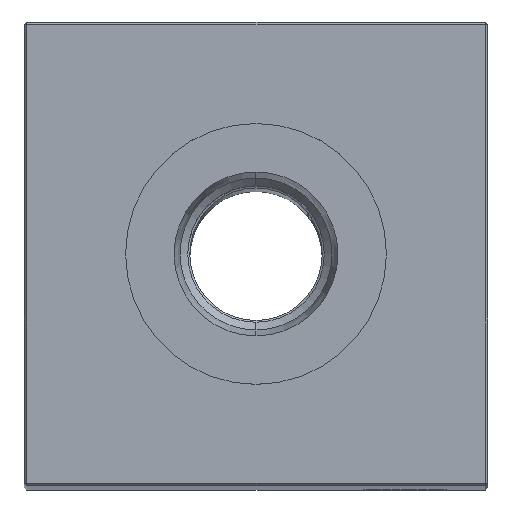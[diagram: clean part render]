
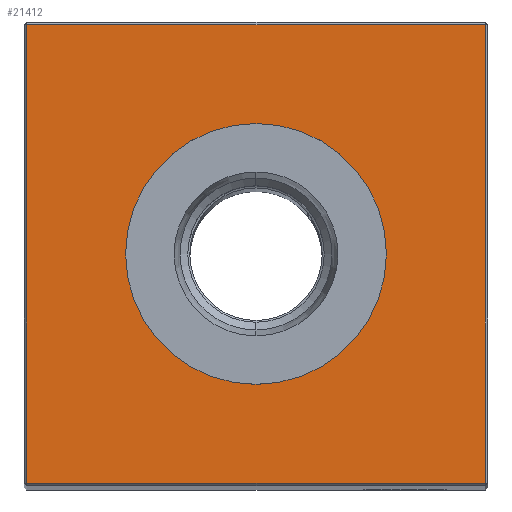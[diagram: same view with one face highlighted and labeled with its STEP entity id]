
A CAD part, top view. The second image highlights one B-rep face of the part: STEP entity #21412.
In plain terms, the highlighted planar face has unit normal (0, 0, 1).
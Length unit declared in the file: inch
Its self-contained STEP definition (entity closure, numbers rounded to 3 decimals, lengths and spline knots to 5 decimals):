
#880 = CARTESIAN_POINT ( 'NONE',  ( 0., 0., 9. ) ) ;
#1395 = CARTESIAN_POINT ( 'NONE',  ( 0., 0., 9. ) ) ;
#1893 = CARTESIAN_POINT ( 'NONE',  ( 0., 0.49213, 9. ) ) ;
#1999 = EDGE_CURVE ( 'NONE', #23958, #22951, #19183, .T. ) ;
#2312 = CARTESIAN_POINT ( 'NONE',  ( -0.865, -0.865, 9. ) ) ;
#2534 = VECTOR ( 'NONE', #17124, 39.37008 ) ;
#2588 = EDGE_LOOP ( 'NONE', ( #7666, #8181 ) ) ;
#3067 = VECTOR ( 'NONE', #4990, 39.37008 ) ;
#3807 = LINE ( 'NONE', #9194, #2534 ) ;
#4294 = EDGE_CURVE ( 'NONE', #6301, #12898, #16196, .T. ) ;
#4985 = DIRECTION ( 'NONE',  ( -1., 0., 0. ) ) ;
#4990 = DIRECTION ( 'NONE',  ( 0., 1., 0. ) ) ;
#6301 = VERTEX_POINT ( 'NONE', #1893 ) ;
#6884 = FACE_BOUND ( 'NONE', #2588, .T. ) ;
#7325 = DIRECTION ( 'NONE',  ( 1., 0., 0. ) ) ;
#7370 = EDGE_LOOP ( 'NONE', ( #15018, #16715, #16363, #25288 ) ) ;
#7666 = ORIENTED_EDGE ( 'NONE', *, *, #4294, .T. ) ;
#8181 = ORIENTED_EDGE ( 'NONE', *, *, #22455, .T. ) ;
#8313 = CARTESIAN_POINT ( 'NONE',  ( -0.865, 0., 9. ) ) ;
#8685 = DIRECTION ( 'NONE',  ( 0., 0., -1. ) ) ;
#9194 = CARTESIAN_POINT ( 'NONE',  ( 0., 0.865, 9. ) ) ;
#10023 = DIRECTION ( 'NONE',  ( 0., 0., -1. ) ) ;
#11173 = CARTESIAN_POINT ( 'NONE',  ( 0.865, -0.865, 9. ) ) ;
#11806 = CARTESIAN_POINT ( 'NONE',  ( 0., 0., 9. ) ) ;
#12898 = VERTEX_POINT ( 'NONE', #20437 ) ;
#14155 = AXIS2_PLACEMENT_3D ( 'NONE', #11806, #10023, #17846 ) ;
#15018 = ORIENTED_EDGE ( 'NONE', *, *, #15718, .T. ) ;
#15718 = EDGE_CURVE ( 'NONE', #21375, #18625, #21889, .T. ) ;
#15884 = EDGE_CURVE ( 'NONE', #22951, #21375, #3807, .T. ) ;
#16116 = DIRECTION ( 'NONE',  ( 0., -1., 0. ) ) ;
#16196 = CIRCLE ( 'NONE', #14155, 0.49213 ) ;
#16363 = ORIENTED_EDGE ( 'NONE', *, *, #1999, .T. ) ;
#16481 = DIRECTION ( 'NONE',  ( -1., 0., 0. ) ) ;
#16715 = ORIENTED_EDGE ( 'NONE', *, *, #20632, .T. ) ;
#17124 = DIRECTION ( 'NONE',  ( -1., 0., 0. ) ) ;
#17846 = DIRECTION ( 'NONE',  ( -1., 0., 0. ) ) ;
#18295 = CARTESIAN_POINT ( 'NONE',  ( -0.865, 0.865, 9. ) ) ;
#18413 = PLANE ( 'NONE',  #23863 ) ;
#18625 = VERTEX_POINT ( 'NONE', #2312 ) ;
#19066 = CARTESIAN_POINT ( 'NONE',  ( 0.865, 0., 9. ) ) ;
#19183 = LINE ( 'NONE', #19066, #3067 ) ;
#19908 = CARTESIAN_POINT ( 'NONE',  ( 0.865, 0.865, 9. ) ) ;
#20437 = CARTESIAN_POINT ( 'NONE',  ( 0., -0.49213, 9. ) ) ;
#20598 = DIRECTION ( 'NONE',  ( 0., 0., -1. ) ) ;
#20632 = EDGE_CURVE ( 'NONE', #18625, #23958, #24375, .T. ) ;
#21260 = VECTOR ( 'NONE', #7325, 39.37008 ) ;
#21375 = VERTEX_POINT ( 'NONE', #18295 ) ;
#21412 = ADVANCED_FACE ( 'NONE', ( #24309, #6884 ), #18413, .F. ) ;
#21435 = CIRCLE ( 'NONE', #24707, 0.49213 ) ;
#21889 = LINE ( 'NONE', #8313, #23375 ) ;
#22455 = EDGE_CURVE ( 'NONE', #12898, #6301, #21435, .T. ) ;
#22557 = CARTESIAN_POINT ( 'NONE',  ( 0., -0.865, 9. ) ) ;
#22951 = VERTEX_POINT ( 'NONE', #19908 ) ;
#23375 = VECTOR ( 'NONE', #16116, 39.37008 ) ;
#23863 = AXIS2_PLACEMENT_3D ( 'NONE', #880, #8685, #16481 ) ;
#23958 = VERTEX_POINT ( 'NONE', #11173 ) ;
#24309 = FACE_OUTER_BOUND ( 'NONE', #7370, .T. ) ;
#24375 = LINE ( 'NONE', #22557, #21260 ) ;
#24707 = AXIS2_PLACEMENT_3D ( 'NONE', #1395, #20598, #4985 ) ;
#25288 = ORIENTED_EDGE ( 'NONE', *, *, #15884, .T. ) ;
